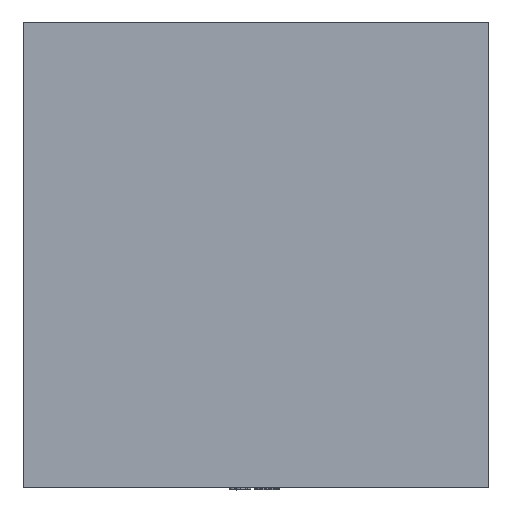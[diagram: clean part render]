
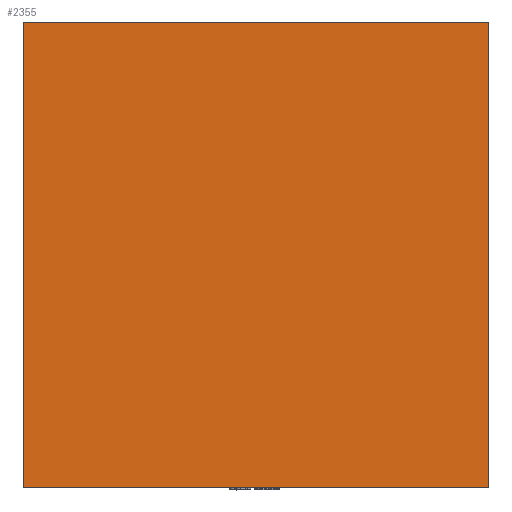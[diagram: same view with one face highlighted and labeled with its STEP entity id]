
A CAD part, top view. The second image highlights one B-rep face of the part: STEP entity #2355.
In plain terms, the highlighted planar face has unit normal (0, 0, 1).
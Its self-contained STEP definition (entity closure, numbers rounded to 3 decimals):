
#30 = CARTESIAN_POINT ( 'NONE',  ( 0., 0., 0.65 ) ) ;
#143 = LINE ( 'NONE', #8955, #11377 ) ;
#430 = CARTESIAN_POINT ( 'NONE',  ( 1., -1., 0.65 ) ) ;
#546 = LINE ( 'NONE', #2616, #7728 ) ;
#1690 = LINE ( 'NONE', #5330, #9184 ) ;
#1803 = CARTESIAN_POINT ( 'NONE',  ( -1., 1., 0.65 ) ) ;
#1901 = FACE_OUTER_BOUND ( 'NONE', #6753, .T. ) ;
#1946 = ORIENTED_EDGE ( 'NONE', *, *, #5447, .T. ) ;
#2150 = AXIS2_PLACEMENT_3D ( 'NONE', #30, #3203, #9826 ) ;
#2355 = ADVANCED_FACE ( 'NONE', ( #1901 ), #6488, .T. ) ;
#2616 = CARTESIAN_POINT ( 'NONE',  ( 1., 1., 0.65 ) ) ;
#3203 = DIRECTION ( 'NONE',  ( 0., 0., 1. ) ) ;
#3466 = DIRECTION ( 'NONE',  ( 0., 1., 0. ) ) ;
#3969 = CARTESIAN_POINT ( 'NONE',  ( 1., 1., 0.65 ) ) ;
#4672 = EDGE_CURVE ( 'NONE', #11367, #11341, #1690, .T. ) ;
#5330 = CARTESIAN_POINT ( 'NONE',  ( -1., -1., 0.65 ) ) ;
#5447 = EDGE_CURVE ( 'NONE', #6441, #11367, #5974, .T. ) ;
#5486 = DIRECTION ( 'NONE',  ( 1., 0., 0. ) ) ;
#5974 = LINE ( 'NONE', #12207, #10742 ) ;
#6441 = VERTEX_POINT ( 'NONE', #1803 ) ;
#6488 = PLANE ( 'NONE',  #2150 ) ;
#6753 = EDGE_LOOP ( 'NONE', ( #1946, #10971, #12574, #6807 ) ) ;
#6807 = ORIENTED_EDGE ( 'NONE', *, *, #11620, .T. ) ;
#6845 = DIRECTION ( 'NONE',  ( 0., -1., 0. ) ) ;
#7728 = VECTOR ( 'NONE', #11324, 1000. ) ;
#8955 = CARTESIAN_POINT ( 'NONE',  ( 1., -1., 0.65 ) ) ;
#9184 = VECTOR ( 'NONE', #5486, 1000. ) ;
#9342 = VERTEX_POINT ( 'NONE', #3969 ) ;
#9826 = DIRECTION ( 'NONE',  ( 1., 0., 0. ) ) ;
#10045 = EDGE_CURVE ( 'NONE', #11341, #9342, #143, .T. ) ;
#10742 = VECTOR ( 'NONE', #6845, 1000. ) ;
#10971 = ORIENTED_EDGE ( 'NONE', *, *, #4672, .T. ) ;
#11324 = DIRECTION ( 'NONE',  ( -1., 0., 0. ) ) ;
#11341 = VERTEX_POINT ( 'NONE', #430 ) ;
#11367 = VERTEX_POINT ( 'NONE', #12459 ) ;
#11377 = VECTOR ( 'NONE', #3466, 1000. ) ;
#11620 = EDGE_CURVE ( 'NONE', #9342, #6441, #546, .T. ) ;
#12207 = CARTESIAN_POINT ( 'NONE',  ( -1., 1., 0.65 ) ) ;
#12459 = CARTESIAN_POINT ( 'NONE',  ( -1., -1., 0.65 ) ) ;
#12574 = ORIENTED_EDGE ( 'NONE', *, *, #10045, .T. ) ;
